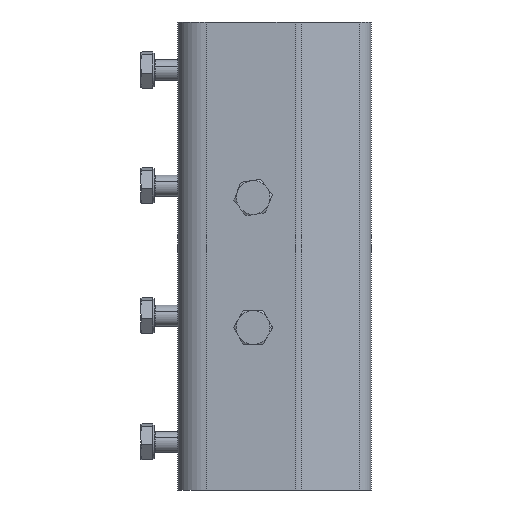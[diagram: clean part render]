
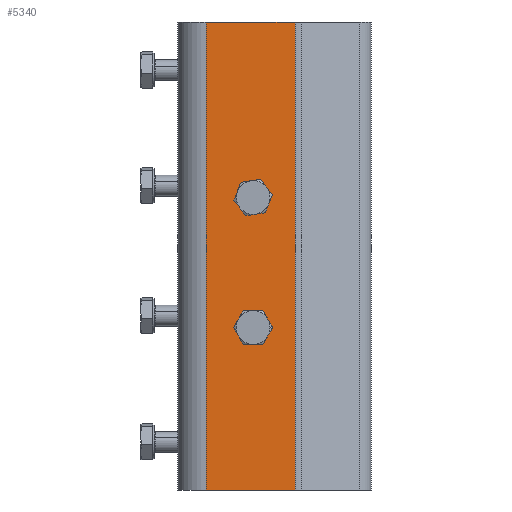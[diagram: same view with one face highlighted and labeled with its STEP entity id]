
A CAD part, left-side view. The second image highlights one B-rep face of the part: STEP entity #5340.
In plain terms, the highlighted planar face has unit normal (-1, 0, 0).
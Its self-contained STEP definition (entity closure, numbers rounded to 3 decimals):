
#457 = CIRCLE ( 'NONE', #5808, 3.4 ) ;
#526 = AXIS2_PLACEMENT_3D ( 'NONE', #5662, #2396, #2198 ) ;
#531 = DIRECTION ( 'NONE',  ( 0., 0., 1. ) ) ;
#672 = CARTESIAN_POINT ( 'NONE',  ( 78.038, 116.454, 90.129 ) ) ;
#694 = DIRECTION ( 'NONE',  ( 0., 0., 1. ) ) ;
#699 = DIRECTION ( 'NONE',  ( 0., 1., 0. ) ) ;
#721 = VECTOR ( 'NONE', #778, 1000. ) ;
#757 = DIRECTION ( 'NONE',  ( -1., 0., 0. ) ) ;
#778 = DIRECTION ( 'NONE',  ( 0., 0., -1. ) ) ;
#784 = CARTESIAN_POINT ( 'NONE',  ( 78.038, 132.62, 152.629 ) ) ;
#869 = DIRECTION ( 'NONE',  ( 0., 0., 1. ) ) ;
#884 = DIRECTION ( 'NONE',  ( 0., 0., 1. ) ) ;
#903 = FACE_BOUND ( 'NONE', #2249, .T. ) ;
#1093 = FACE_BOUND ( 'NONE', #3955, .T. ) ;
#1107 = EDGE_CURVE ( 'NONE', #7235, #6747, #5601, .T. ) ;
#1149 = VECTOR ( 'NONE', #4211, 1000. ) ;
#1281 = CARTESIAN_POINT ( 'NONE',  ( 78.038, 116.454, 270.129 ) ) ;
#1521 = VERTEX_POINT ( 'NONE', #1651 ) ;
#1651 = CARTESIAN_POINT ( 'NONE',  ( 78.038, 132.62, 199.229 ) ) ;
#1677 = VERTEX_POINT ( 'NONE', #5256 ) ;
#1732 = EDGE_CURVE ( 'NONE', #6747, #7235, #7010, .T. ) ;
#1832 = EDGE_CURVE ( 'NONE', #3562, #4546, #6784, .T. ) ;
#2028 = CARTESIAN_POINT ( 'NONE',  ( 78.038, 150.62, 270.129 ) ) ;
#2073 = VERTEX_POINT ( 'NONE', #672 ) ;
#2198 = DIRECTION ( 'NONE',  ( 0., 0., 1. ) ) ;
#2249 = EDGE_LOOP ( 'NONE', ( #4888, #2817 ) ) ;
#2263 = ORIENTED_EDGE ( 'NONE', *, *, #5884, .T. ) ;
#2396 = DIRECTION ( 'NONE',  ( -1., 0., 0. ) ) ;
#2406 = EDGE_CURVE ( 'NONE', #2073, #4546, #7856, .T. ) ;
#2817 = ORIENTED_EDGE ( 'NONE', *, *, #3580, .F. ) ;
#2934 = DIRECTION ( 'NONE',  ( -1., 0., 0. ) ) ;
#3247 = CARTESIAN_POINT ( 'NONE',  ( 78.038, 132.62, 152.629 ) ) ;
#3400 = CARTESIAN_POINT ( 'NONE',  ( 78.038, 150.62, 90.129 ) ) ;
#3562 = VERTEX_POINT ( 'NONE', #2028 ) ;
#3580 = EDGE_CURVE ( 'NONE', #1521, #1677, #457, .T. ) ;
#3597 = ORIENTED_EDGE ( 'NONE', *, *, #2406, .F. ) ;
#3833 = VERTEX_POINT ( 'NONE', #7667 ) ;
#3849 = ORIENTED_EDGE ( 'NONE', *, *, #7887, .F. ) ;
#3853 = ORIENTED_EDGE ( 'NONE', *, *, #1832, .T. ) ;
#3882 = CARTESIAN_POINT ( 'NONE',  ( 78.038, 132.62, 156.029 ) ) ;
#3955 = EDGE_LOOP ( 'NONE', ( #4648, #5350 ) ) ;
#4211 = DIRECTION ( 'NONE',  ( 0., 0., -1. ) ) ;
#4232 = CARTESIAN_POINT ( 'NONE',  ( 78.038, 124.534, 90.129 ) ) ;
#4325 = CIRCLE ( 'NONE', #526, 3.4 ) ;
#4452 = CARTESIAN_POINT ( 'NONE',  ( 78.038, 150.62, 270.129 ) ) ;
#4540 = DIRECTION ( 'NONE',  ( -1., 0., 0. ) ) ;
#4546 = VERTEX_POINT ( 'NONE', #3400 ) ;
#4648 = ORIENTED_EDGE ( 'NONE', *, *, #1732, .F. ) ;
#4684 = VECTOR ( 'NONE', #699, 1000. ) ;
#4888 = ORIENTED_EDGE ( 'NONE', *, *, #7196, .F. ) ;
#4890 = CARTESIAN_POINT ( 'NONE',  ( 78.038, 132.62, 149.229 ) ) ;
#5138 = LINE ( 'NONE', #1281, #1149 ) ;
#5256 = CARTESIAN_POINT ( 'NONE',  ( 78.038, 132.62, 206.029 ) ) ;
#5340 = ADVANCED_FACE ( 'NONE', ( #1093, #903, #6584 ), #5784, .T. ) ;
#5350 = ORIENTED_EDGE ( 'NONE', *, *, #1107, .F. ) ;
#5356 = CARTESIAN_POINT ( 'NONE',  ( 78.038, 124.534, 270.129 ) ) ;
#5378 = CARTESIAN_POINT ( 'NONE',  ( 78.038, 132.62, 202.629 ) ) ;
#5512 = CARTESIAN_POINT ( 'NONE',  ( 78.038, 124.534, 270.129 ) ) ;
#5525 = DIRECTION ( 'NONE',  ( 0., 1., 0. ) ) ;
#5601 = CIRCLE ( 'NONE', #5855, 3.4 ) ;
#5662 = CARTESIAN_POINT ( 'NONE',  ( 78.038, 132.62, 202.629 ) ) ;
#5749 = DIRECTION ( 'NONE',  ( -1., 0., 0. ) ) ;
#5784 = PLANE ( 'NONE',  #7480 ) ;
#5808 = AXIS2_PLACEMENT_3D ( 'NONE', #5378, #2934, #884 ) ;
#5855 = AXIS2_PLACEMENT_3D ( 'NONE', #784, #757, #694 ) ;
#5884 = EDGE_CURVE ( 'NONE', #3833, #3562, #6143, .T. ) ;
#6143 = LINE ( 'NONE', #5356, #4684 ) ;
#6347 = AXIS2_PLACEMENT_3D ( 'NONE', #3247, #5749, #869 ) ;
#6584 = FACE_OUTER_BOUND ( 'NONE', #7331, .T. ) ;
#6747 = VERTEX_POINT ( 'NONE', #3882 ) ;
#6784 = LINE ( 'NONE', #4452, #721 ) ;
#6990 = VECTOR ( 'NONE', #5525, 1000. ) ;
#7010 = CIRCLE ( 'NONE', #6347, 3.4 ) ;
#7196 = EDGE_CURVE ( 'NONE', #1677, #1521, #4325, .T. ) ;
#7235 = VERTEX_POINT ( 'NONE', #4890 ) ;
#7331 = EDGE_LOOP ( 'NONE', ( #3597, #3849, #2263, #3853 ) ) ;
#7480 = AXIS2_PLACEMENT_3D ( 'NONE', #5512, #4540, #531 ) ;
#7667 = CARTESIAN_POINT ( 'NONE',  ( 78.038, 116.454, 270.129 ) ) ;
#7856 = LINE ( 'NONE', #4232, #6990 ) ;
#7887 = EDGE_CURVE ( 'NONE', #3833, #2073, #5138, .T. ) ;
